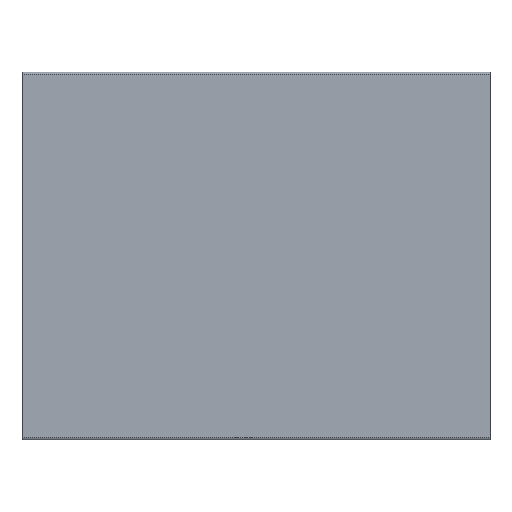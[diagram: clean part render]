
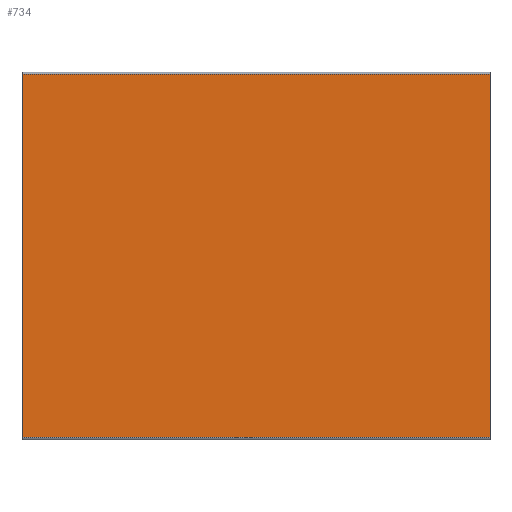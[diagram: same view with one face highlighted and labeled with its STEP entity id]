
A CAD part, front view. The second image highlights one B-rep face of the part: STEP entity #734.
In plain terms, the highlighted planar face has unit normal (0, -1, 0).
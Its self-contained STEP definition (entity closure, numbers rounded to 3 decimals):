
#113=CARTESIAN_POINT('',(136.5,-8.,125.4));
#114=VERTEX_POINT('',#113);
#122=CARTESIAN_POINT('',(136.5,-8.,0.8));
#123=VERTEX_POINT('',#122);
#124=CARTESIAN_POINT('',(136.5,-8.,125.4));
#125=DIRECTION('',(0.,0.,-1.));
#126=VECTOR('',#125,124.6);
#127=LINE('',#124,#126);
#128=EDGE_CURVE('',#114,#123,#127,.T.);
#704=CARTESIAN_POINT('',(66.,-8.,100.));
#705=DIRECTION('',(0.,1.,0.));
#706=DIRECTION('',(0.,0.,1.));
#707=AXIS2_PLACEMENT_3D('',#704,#705,#706);
#708=PLANE('',#707);
#709=ORIENTED_EDGE('',*,*,#128,.F.);
#710=CARTESIAN_POINT('',(-24.,-8.,125.4));
#711=VERTEX_POINT('',#710);
#712=CARTESIAN_POINT('',(136.5,-8.,125.4));
#713=DIRECTION('',(-1.,-0.,0.));
#714=VECTOR('',#713,160.5);
#715=LINE('',#712,#714);
#716=EDGE_CURVE('',#114,#711,#715,.T.);
#717=ORIENTED_EDGE('',*,*,#716,.T.);
#718=CARTESIAN_POINT('',(-24.,-8.,0.8));
#719=VERTEX_POINT('',#718);
#720=CARTESIAN_POINT('',(-24.,-8.,125.4));
#721=DIRECTION('',(0.,0.,-1.));
#722=VECTOR('',#721,124.6);
#723=LINE('',#720,#722);
#724=EDGE_CURVE('',#711,#719,#723,.T.);
#725=ORIENTED_EDGE('',*,*,#724,.T.);
#726=CARTESIAN_POINT('',(-24.,-8.,0.8));
#727=DIRECTION('',(1.,0.,-0.));
#728=VECTOR('',#727,160.5);
#729=LINE('',#726,#728);
#730=EDGE_CURVE('',#719,#123,#729,.T.);
#731=ORIENTED_EDGE('',*,*,#730,.T.);
#732=EDGE_LOOP('',(#709,#717,#725,#731));
#733=FACE_BOUND('',#732,.T.);
#734=ADVANCED_FACE('',(#733),#708,.F.);
